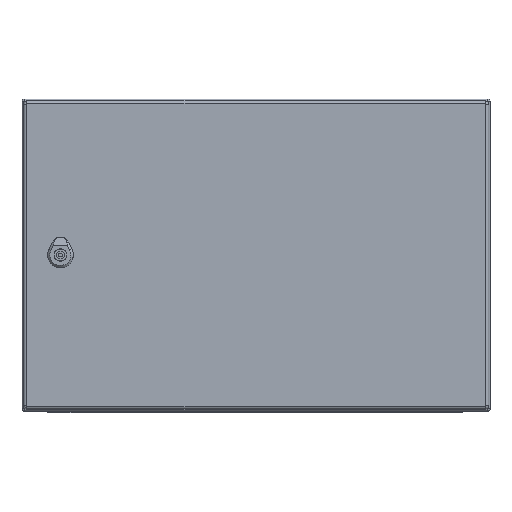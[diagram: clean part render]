
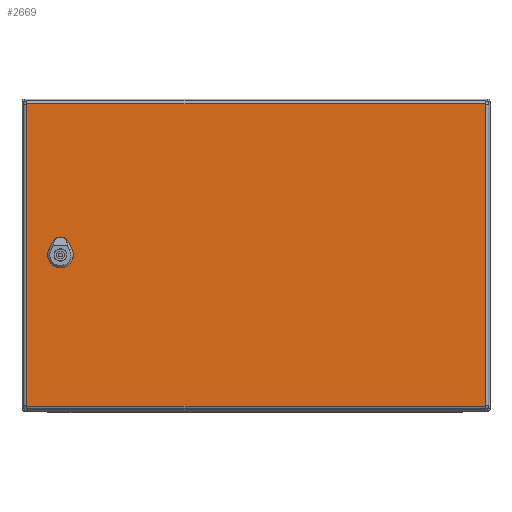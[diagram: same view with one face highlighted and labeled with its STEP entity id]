
A CAD part, top view. The second image highlights one B-rep face of the part: STEP entity #2669.
In plain terms, the highlighted face is planar.
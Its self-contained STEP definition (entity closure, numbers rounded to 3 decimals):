
#1560=FACE_BOUND('',#4081,.T.);
#1561=FACE_BOUND('',#4082,.T.);
#2187=CIRCLE('',#11228,11.25);
#2188=CIRCLE('',#11229,11.25);
#2189=CIRCLE('',#11230,11.25);
#2190=CIRCLE('',#11231,11.25);
#2191=CIRCLE('',#11232,1.);
#2192=CIRCLE('',#11233,1.);
#2193=CIRCLE('',#11234,1.);
#2194=CIRCLE('',#11235,1.);
#2669=ADVANCED_FACE('',(#1560,#1561),#2992,.F.);
#2992=PLANE('',#11236);
#4081=EDGE_LOOP('',(#5981,#5982,#5983,#5984,#5985,#5986,#5987,#5988));
#4082=EDGE_LOOP('',(#5989,#5990,#5991,#5992,#5993,#5994,#5995,#5996));
#5981=ORIENTED_EDGE('',*,*,#8637,.T.);
#5982=ORIENTED_EDGE('',*,*,#8638,.T.);
#5983=ORIENTED_EDGE('',*,*,#8639,.T.);
#5984=ORIENTED_EDGE('',*,*,#8640,.T.);
#5985=ORIENTED_EDGE('',*,*,#8641,.T.);
#5986=ORIENTED_EDGE('',*,*,#8642,.T.);
#5987=ORIENTED_EDGE('',*,*,#8643,.T.);
#5988=ORIENTED_EDGE('',*,*,#8644,.T.);
#5989=ORIENTED_EDGE('',*,*,#8645,.F.);
#5990=ORIENTED_EDGE('',*,*,#8646,.F.);
#5991=ORIENTED_EDGE('',*,*,#8647,.F.);
#5992=ORIENTED_EDGE('',*,*,#8648,.F.);
#5993=ORIENTED_EDGE('',*,*,#8649,.F.);
#5994=ORIENTED_EDGE('',*,*,#8650,.F.);
#5995=ORIENTED_EDGE('',*,*,#8651,.F.);
#5996=ORIENTED_EDGE('',*,*,#8652,.F.);
#7499=VERTEX_POINT('',#16685);
#7500=VERTEX_POINT('',#16686);
#7501=VERTEX_POINT('',#16688);
#7502=VERTEX_POINT('',#16690);
#7503=VERTEX_POINT('',#16692);
#7504=VERTEX_POINT('',#16694);
#7505=VERTEX_POINT('',#16696);
#7506=VERTEX_POINT('',#16698);
#7507=VERTEX_POINT('',#16701);
#7508=VERTEX_POINT('',#16702);
#7509=VERTEX_POINT('',#16704);
#7510=VERTEX_POINT('',#16706);
#7511=VERTEX_POINT('',#16708);
#7512=VERTEX_POINT('',#16710);
#7513=VERTEX_POINT('',#16712);
#7514=VERTEX_POINT('',#16714);
#8637=EDGE_CURVE('',#7499,#7500,#9523,.T.);
#8638=EDGE_CURVE('',#7500,#7501,#2187,.T.);
#8639=EDGE_CURVE('',#7501,#7502,#9524,.T.);
#8640=EDGE_CURVE('',#7502,#7503,#2188,.T.);
#8641=EDGE_CURVE('',#7503,#7504,#9525,.T.);
#8642=EDGE_CURVE('',#7504,#7505,#2189,.T.);
#8643=EDGE_CURVE('',#7505,#7506,#9526,.T.);
#8644=EDGE_CURVE('',#7506,#7499,#2190,.T.);
#8645=EDGE_CURVE('',#7507,#7508,#2191,.T.);
#8646=EDGE_CURVE('',#7509,#7507,#9527,.T.);
#8647=EDGE_CURVE('',#7510,#7509,#2192,.T.);
#8648=EDGE_CURVE('',#7511,#7510,#9528,.T.);
#8649=EDGE_CURVE('',#7512,#7511,#2193,.T.);
#8650=EDGE_CURVE('',#7513,#7512,#9529,.T.);
#8651=EDGE_CURVE('',#7514,#7513,#2194,.T.);
#8652=EDGE_CURVE('',#7508,#7514,#9530,.T.);
#9523=LINE('',#16684,#10265);
#9524=LINE('',#16689,#10266);
#9525=LINE('',#16693,#10267);
#9526=LINE('',#16697,#10268);
#9527=LINE('',#16703,#10269);
#9528=LINE('',#16707,#10270);
#9529=LINE('',#16711,#10271);
#9530=LINE('',#16715,#10272);
#10265=VECTOR('',#13501,1.);
#10266=VECTOR('',#13504,1.);
#10267=VECTOR('',#13507,1.);
#10268=VECTOR('',#13510,1.);
#10269=VECTOR('',#13515,1.);
#10270=VECTOR('',#13518,1.);
#10271=VECTOR('',#13521,1.);
#10272=VECTOR('',#13524,1.);
#11228=AXIS2_PLACEMENT_3D('',#16687,#13502,#13503);
#11229=AXIS2_PLACEMENT_3D('',#16691,#13505,#13506);
#11230=AXIS2_PLACEMENT_3D('',#16695,#13508,#13509);
#11231=AXIS2_PLACEMENT_3D('',#16699,#13511,#13512);
#11232=AXIS2_PLACEMENT_3D('',#16700,#13513,#13514);
#11233=AXIS2_PLACEMENT_3D('',#16705,#13516,#13517);
#11234=AXIS2_PLACEMENT_3D('',#16709,#13519,#13520);
#11235=AXIS2_PLACEMENT_3D('',#16713,#13522,#13523);
#11236=AXIS2_PLACEMENT_3D('',#16716,#13525,#13526);
#13501=DIRECTION('',(-1.,0.,0.));
#13502=DIRECTION('',(0.,0.,1.));
#13503=DIRECTION('',(1.,0.,0.));
#13504=DIRECTION('',(0.,-1.,0.));
#13505=DIRECTION('',(0.,0.,1.));
#13506=DIRECTION('',(1.,0.,0.));
#13507=DIRECTION('',(1.,0.,0.));
#13508=DIRECTION('',(0.,0.,1.));
#13509=DIRECTION('',(1.,0.,0.));
#13510=DIRECTION('',(0.,1.,0.));
#13511=DIRECTION('',(0.,0.,1.));
#13512=DIRECTION('',(1.,0.,0.));
#13513=DIRECTION('',(0.,0.,1.));
#13514=DIRECTION('',(1.,0.,0.));
#13515=DIRECTION('',(0.,-1.,0.));
#13516=DIRECTION('',(0.,0.,1.));
#13517=DIRECTION('',(1.,0.,0.));
#13518=DIRECTION('',(-1.,0.,0.));
#13519=DIRECTION('',(0.,0.,1.));
#13520=DIRECTION('',(1.,0.,0.));
#13521=DIRECTION('',(0.,1.,0.));
#13522=DIRECTION('',(0.,0.,1.));
#13523=DIRECTION('',(1.,0.,0.));
#13524=DIRECTION('',(1.,0.,0.));
#13525=DIRECTION('',(0.,0.,1.));
#13526=DIRECTION('',(1.,0.,0.));
#16684=CARTESIAN_POINT('',(-293.75,10.2,0.));
#16685=CARTESIAN_POINT('',(255.496,10.2,0.));
#16686=CARTESIAN_POINT('',(246.004,10.2,0.));
#16687=CARTESIAN_POINT('',(250.75,0.,0.));
#16688=CARTESIAN_POINT('',(240.55,4.746,0.));
#16689=CARTESIAN_POINT('',(240.55,193.,0.));
#16690=CARTESIAN_POINT('',(240.55,-4.746,0.));
#16691=CARTESIAN_POINT('',(250.75,0.,0.));
#16692=CARTESIAN_POINT('',(246.004,-10.2,0.));
#16693=CARTESIAN_POINT('',(-293.75,-10.2,0.));
#16694=CARTESIAN_POINT('',(255.496,-10.2,0.));
#16695=CARTESIAN_POINT('',(250.75,0.,0.));
#16696=CARTESIAN_POINT('',(260.95,-4.746,0.));
#16697=CARTESIAN_POINT('',(260.95,193.,0.));
#16698=CARTESIAN_POINT('',(260.95,4.746,0.));
#16699=CARTESIAN_POINT('',(250.75,0.,0.));
#16700=CARTESIAN_POINT('',(-293.75,-193.,0.));
#16701=CARTESIAN_POINT('',(-294.75,-193.,0.));
#16702=CARTESIAN_POINT('',(-293.75,-194.,0.));
#16703=CARTESIAN_POINT('',(-294.75,193.,0.));
#16704=CARTESIAN_POINT('',(-294.75,193.,0.));
#16705=CARTESIAN_POINT('',(-293.75,193.,0.));
#16706=CARTESIAN_POINT('',(-293.75,194.,0.));
#16707=CARTESIAN_POINT('',(293.75,194.,0.));
#16708=CARTESIAN_POINT('',(293.75,194.,0.));
#16709=CARTESIAN_POINT('',(293.75,193.,0.));
#16710=CARTESIAN_POINT('',(294.75,193.,0.));
#16711=CARTESIAN_POINT('',(294.75,-193.,0.));
#16712=CARTESIAN_POINT('',(294.75,-193.,0.));
#16713=CARTESIAN_POINT('',(293.75,-193.,0.));
#16714=CARTESIAN_POINT('',(293.75,-194.,0.));
#16715=CARTESIAN_POINT('',(-293.75,-194.,0.));
#16716=CARTESIAN_POINT('',(-293.75,193.,0.));
